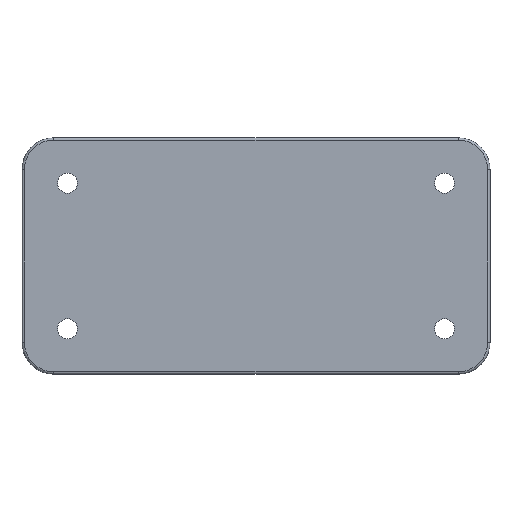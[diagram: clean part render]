
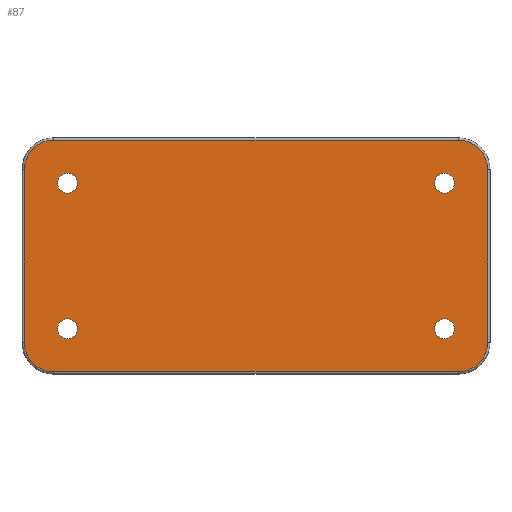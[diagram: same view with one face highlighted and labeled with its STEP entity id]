
A CAD part, top view. The second image highlights one B-rep face of the part: STEP entity #87.
In plain terms, the highlighted planar face has unit normal (0, 0, 1).
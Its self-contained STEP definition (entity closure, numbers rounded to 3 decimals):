
#9 = EDGE_CURVE ( 'NONE', #753, #459, #1236, .T. ) ;
#16 = CARTESIAN_POINT ( 'NONE',  ( -44.5, -19., 0. ) ) ;
#30 = VERTEX_POINT ( 'NONE', #671 ) ;
#46 = DIRECTION ( 'NONE',  ( 0., -1., 0. ) ) ;
#54 = CARTESIAN_POINT ( 'NONE',  ( -51., 19., 0. ) ) ;
#61 = ORIENTED_EDGE ( 'NONE', *, *, #1854, .T. ) ;
#71 = FACE_BOUND ( 'NONE', #2462, .T. ) ;
#87 = ADVANCED_FACE ( 'NONE', ( #1916, #71, #692, #627, #3085 ), #949, .T. ) ;
#90 = CARTESIAN_POINT ( 'NONE',  ( -44.5, -25.5, 0. ) ) ;
#101 = DIRECTION ( 'NONE',  ( 0., 0., 1. ) ) ;
#129 = VERTEX_POINT ( 'NONE', #1452 ) ;
#172 = LINE ( 'NONE', #2440, #2030 ) ;
#174 = AXIS2_PLACEMENT_3D ( 'NONE', #2625, #1213, #2870 ) ;
#175 = EDGE_CURVE ( 'NONE', #1546, #1750, #465, .T. ) ;
#197 = CARTESIAN_POINT ( 'NONE',  ( -41.5, 16., 0. ) ) ;
#210 = VERTEX_POINT ( 'NONE', #90 ) ;
#229 = CARTESIAN_POINT ( 'NONE',  ( -44.5, 25.5, 0. ) ) ;
#234 = EDGE_CURVE ( 'NONE', #129, #30, #2571, .T. ) ;
#262 = DIRECTION ( 'NONE',  ( 1., 0., 0. ) ) ;
#271 = CARTESIAN_POINT ( 'NONE',  ( 41.5, -16., 0. ) ) ;
#290 = VERTEX_POINT ( 'NONE', #1797 ) ;
#291 = CARTESIAN_POINT ( 'NONE',  ( 44.5, -25.5, 0. ) ) ;
#347 = AXIS2_PLACEMENT_3D ( 'NONE', #1253, #2910, #1493 ) ;
#402 = CARTESIAN_POINT ( 'NONE',  ( 51., -19., 0. ) ) ;
#404 = CIRCLE ( 'NONE', #347, 2.2 ) ;
#433 = DIRECTION ( 'NONE',  ( 1., 0., 0. ) ) ;
#446 = CARTESIAN_POINT ( 'NONE',  ( 44.5, -25.5, 0. ) ) ;
#450 = EDGE_CURVE ( 'NONE', #850, #2615, #1381, .T. ) ;
#459 = VERTEX_POINT ( 'NONE', #569 ) ;
#465 = CIRCLE ( 'NONE', #968, 6.5 ) ;
#477 = CIRCLE ( 'NONE', #3057, 2.2 ) ;
#505 = DIRECTION ( 'NONE',  ( -1., 0., 0. ) ) ;
#549 = CARTESIAN_POINT ( 'NONE',  ( 39.3, 16., 0. ) ) ;
#565 = AXIS2_PLACEMENT_3D ( 'NONE', #197, #1888, #433 ) ;
#569 = CARTESIAN_POINT ( 'NONE',  ( -43.7, -16., 0. ) ) ;
#604 = AXIS2_PLACEMENT_3D ( 'NONE', #16, #1698, #262 ) ;
#627 = FACE_BOUND ( 'NONE', #966, .T. ) ;
#641 = DIRECTION ( 'NONE',  ( 0., 1., 0. ) ) ;
#660 = CIRCLE ( 'NONE', #3088, 6.5 ) ;
#671 = CARTESIAN_POINT ( 'NONE',  ( 44.5, 25.5, 0. ) ) ;
#673 = EDGE_CURVE ( 'NONE', #2747, #129, #2073, .T. ) ;
#683 = VERTEX_POINT ( 'NONE', #1373 ) ;
#692 = FACE_BOUND ( 'NONE', #2254, .T. ) ;
#703 = VECTOR ( 'NONE', #641, 1000. ) ;
#713 = DIRECTION ( 'NONE',  ( 0., 0., -1. ) ) ;
#726 = VERTEX_POINT ( 'NONE', #1614 ) ;
#739 = CARTESIAN_POINT ( 'NONE',  ( 41.5, 16., 0. ) ) ;
#753 = VERTEX_POINT ( 'NONE', #2816 ) ;
#757 = AXIS2_PLACEMENT_3D ( 'NONE', #739, #2407, #975 ) ;
#795 = ORIENTED_EDGE ( 'NONE', *, *, #1967, .F. ) ;
#812 = DIRECTION ( 'NONE',  ( 0., 0., 1. ) ) ;
#813 = CARTESIAN_POINT ( 'NONE',  ( 44.5, 19., 0. ) ) ;
#850 = VERTEX_POINT ( 'NONE', #1181 ) ;
#923 = AXIS2_PLACEMENT_3D ( 'NONE', #271, #1957, #505 ) ;
#932 = AXIS2_PLACEMENT_3D ( 'NONE', #2594, #1174, #2833 ) ;
#949 = PLANE ( 'NONE',  #174 ) ;
#966 = EDGE_LOOP ( 'NONE', ( #1118, #2375 ) ) ;
#968 = AXIS2_PLACEMENT_3D ( 'NONE', #1290, #2943, #1528 ) ;
#975 = DIRECTION ( 'NONE',  ( -1., 0., 0. ) ) ;
#1042 = EDGE_LOOP ( 'NONE', ( #1068, #1596 ) ) ;
#1061 = VECTOR ( 'NONE', #2555, 1000. ) ;
#1064 = DIRECTION ( 'NONE',  ( 1., 0., 0. ) ) ;
#1067 = EDGE_CURVE ( 'NONE', #210, #2508, #1157, .T. ) ;
#1068 = ORIENTED_EDGE ( 'NONE', *, *, #9, .T. ) ;
#1118 = ORIENTED_EDGE ( 'NONE', *, *, #450, .F. ) ;
#1120 = ORIENTED_EDGE ( 'NONE', *, *, #2533, .T. ) ;
#1157 = LINE ( 'NONE', #446, #2350 ) ;
#1174 = DIRECTION ( 'NONE',  ( 0., 0., -1. ) ) ;
#1181 = CARTESIAN_POINT ( 'NONE',  ( 43.7, -16., 0. ) ) ;
#1193 = ORIENTED_EDGE ( 'NONE', *, *, #234, .T. ) ;
#1213 = DIRECTION ( 'NONE',  ( 0., 0., 1. ) ) ;
#1236 = CIRCLE ( 'NONE', #932, 2.2 ) ;
#1247 = ORIENTED_EDGE ( 'NONE', *, *, #2340, .T. ) ;
#1253 = CARTESIAN_POINT ( 'NONE',  ( -41.5, -16., 0. ) ) ;
#1290 = CARTESIAN_POINT ( 'NONE',  ( -44.5, 19., 0. ) ) ;
#1324 = CARTESIAN_POINT ( 'NONE',  ( -41.5, 16., 0. ) ) ;
#1331 = AXIS2_PLACEMENT_3D ( 'NONE', #1324, #2985, #1568 ) ;
#1342 = VERTEX_POINT ( 'NONE', #549 ) ;
#1348 = ORIENTED_EDGE ( 'NONE', *, *, #1067, .T. ) ;
#1373 = CARTESIAN_POINT ( 'NONE',  ( -43.7, 16., 0. ) ) ;
#1381 = CIRCLE ( 'NONE', #2665, 2.2 ) ;
#1452 = CARTESIAN_POINT ( 'NONE',  ( 51., 19., 0. ) ) ;
#1464 = AXIS2_PLACEMENT_3D ( 'NONE', #813, #2496, #1064 ) ;
#1493 = DIRECTION ( 'NONE',  ( 1., 0., 0. ) ) ;
#1525 = CARTESIAN_POINT ( 'NONE',  ( 39.3, -16., 0. ) ) ;
#1528 = DIRECTION ( 'NONE',  ( 1., 0., 0. ) ) ;
#1546 = VERTEX_POINT ( 'NONE', #229 ) ;
#1548 = CARTESIAN_POINT ( 'NONE',  ( 41.5, -16., 0. ) ) ;
#1568 = DIRECTION ( 'NONE',  ( 1., 0., 0. ) ) ;
#1586 = CARTESIAN_POINT ( 'NONE',  ( 51., -19., 0. ) ) ;
#1596 = ORIENTED_EDGE ( 'NONE', *, *, #2038, .T. ) ;
#1614 = CARTESIAN_POINT ( 'NONE',  ( -51., -19., 0. ) ) ;
#1619 = EDGE_CURVE ( 'NONE', #1342, #2984, #477, .T. ) ;
#1660 = EDGE_CURVE ( 'NONE', #726, #210, #2954, .T. ) ;
#1672 = EDGE_CURVE ( 'NONE', #2984, #1342, #2320, .T. ) ;
#1685 = CIRCLE ( 'NONE', #923, 2.2 ) ;
#1686 = CARTESIAN_POINT ( 'NONE',  ( 43.7, 16., 0. ) ) ;
#1696 = EDGE_CURVE ( 'NONE', #2615, #850, #1685, .T. ) ;
#1698 = DIRECTION ( 'NONE',  ( 0., 0., 1. ) ) ;
#1750 = VERTEX_POINT ( 'NONE', #54 ) ;
#1781 = DIRECTION ( 'NONE',  ( -1., 0., 0. ) ) ;
#1797 = CARTESIAN_POINT ( 'NONE',  ( -39.3, 16., 0. ) ) ;
#1831 = CIRCLE ( 'NONE', #1331, 2.2 ) ;
#1854 = EDGE_CURVE ( 'NONE', #30, #1546, #2960, .T. ) ;
#1888 = DIRECTION ( 'NONE',  ( 0., 0., 1. ) ) ;
#1916 = FACE_OUTER_BOUND ( 'NONE', #2607, .T. ) ;
#1957 = DIRECTION ( 'NONE',  ( 0., 0., 1. ) ) ;
#1967 = EDGE_CURVE ( 'NONE', #290, #683, #2916, .T. ) ;
#2030 = VECTOR ( 'NONE', #46, 1000. ) ;
#2038 = EDGE_CURVE ( 'NONE', #459, #753, #404, .T. ) ;
#2073 = LINE ( 'NONE', #402, #703 ) ;
#2128 = ORIENTED_EDGE ( 'NONE', *, *, #673, .T. ) ;
#2158 = CARTESIAN_POINT ( 'NONE',  ( 41.5, 16., 0. ) ) ;
#2253 = CARTESIAN_POINT ( 'NONE',  ( 44.5, -19., 0. ) ) ;
#2254 = EDGE_LOOP ( 'NONE', ( #795, #2351 ) ) ;
#2306 = CARTESIAN_POINT ( 'NONE',  ( 44.5, 25.5, 0. ) ) ;
#2320 = CIRCLE ( 'NONE', #757, 2.2 ) ;
#2340 = EDGE_CURVE ( 'NONE', #2508, #2747, #660, .T. ) ;
#2350 = VECTOR ( 'NONE', #2759, 1000. ) ;
#2351 = ORIENTED_EDGE ( 'NONE', *, *, #2680, .F. ) ;
#2375 = ORIENTED_EDGE ( 'NONE', *, *, #1696, .F. ) ;
#2388 = DIRECTION ( 'NONE',  ( -1., 0., 0. ) ) ;
#2407 = DIRECTION ( 'NONE',  ( 0., 0., -1. ) ) ;
#2440 = CARTESIAN_POINT ( 'NONE',  ( -51., -19., 0. ) ) ;
#2462 = EDGE_LOOP ( 'NONE', ( #2901, #3021 ) ) ;
#2494 = DIRECTION ( 'NONE',  ( 1., 0., 0. ) ) ;
#2496 = DIRECTION ( 'NONE',  ( 0., 0., 1. ) ) ;
#2508 = VERTEX_POINT ( 'NONE', #291 ) ;
#2533 = EDGE_CURVE ( 'NONE', #1750, #726, #172, .T. ) ;
#2555 = DIRECTION ( 'NONE',  ( -1., 0., 0. ) ) ;
#2571 = CIRCLE ( 'NONE', #1464, 6.5 ) ;
#2594 = CARTESIAN_POINT ( 'NONE',  ( -41.5, -16., 0. ) ) ;
#2607 = EDGE_LOOP ( 'NONE', ( #1120, #3044, #1348, #1247, #2128, #1193, #61, #3058 ) ) ;
#2615 = VERTEX_POINT ( 'NONE', #1525 ) ;
#2625 = CARTESIAN_POINT ( 'NONE',  ( 44.5, -19., 0. ) ) ;
#2665 = AXIS2_PLACEMENT_3D ( 'NONE', #1548, #101, #1781 ) ;
#2680 = EDGE_CURVE ( 'NONE', #683, #290, #1831, .T. ) ;
#2747 = VERTEX_POINT ( 'NONE', #1586 ) ;
#2759 = DIRECTION ( 'NONE',  ( 1., 0., 0. ) ) ;
#2816 = CARTESIAN_POINT ( 'NONE',  ( -39.3, -16., 0. ) ) ;
#2833 = DIRECTION ( 'NONE',  ( 1., 0., 0. ) ) ;
#2870 = DIRECTION ( 'NONE',  ( 1., 0., 0. ) ) ;
#2901 = ORIENTED_EDGE ( 'NONE', *, *, #1672, .T. ) ;
#2910 = DIRECTION ( 'NONE',  ( 0., 0., -1. ) ) ;
#2916 = CIRCLE ( 'NONE', #565, 2.2 ) ;
#2943 = DIRECTION ( 'NONE',  ( 0., 0., 1. ) ) ;
#2954 = CIRCLE ( 'NONE', #604, 6.5 ) ;
#2960 = LINE ( 'NONE', #2306, #1061 ) ;
#2984 = VERTEX_POINT ( 'NONE', #1686 ) ;
#2985 = DIRECTION ( 'NONE',  ( 0., 0., 1. ) ) ;
#3021 = ORIENTED_EDGE ( 'NONE', *, *, #1619, .T. ) ;
#3044 = ORIENTED_EDGE ( 'NONE', *, *, #1660, .T. ) ;
#3057 = AXIS2_PLACEMENT_3D ( 'NONE', #2158, #713, #2388 ) ;
#3058 = ORIENTED_EDGE ( 'NONE', *, *, #175, .T. ) ;
#3085 = FACE_BOUND ( 'NONE', #1042, .T. ) ;
#3088 = AXIS2_PLACEMENT_3D ( 'NONE', #2253, #812, #2494 ) ;
